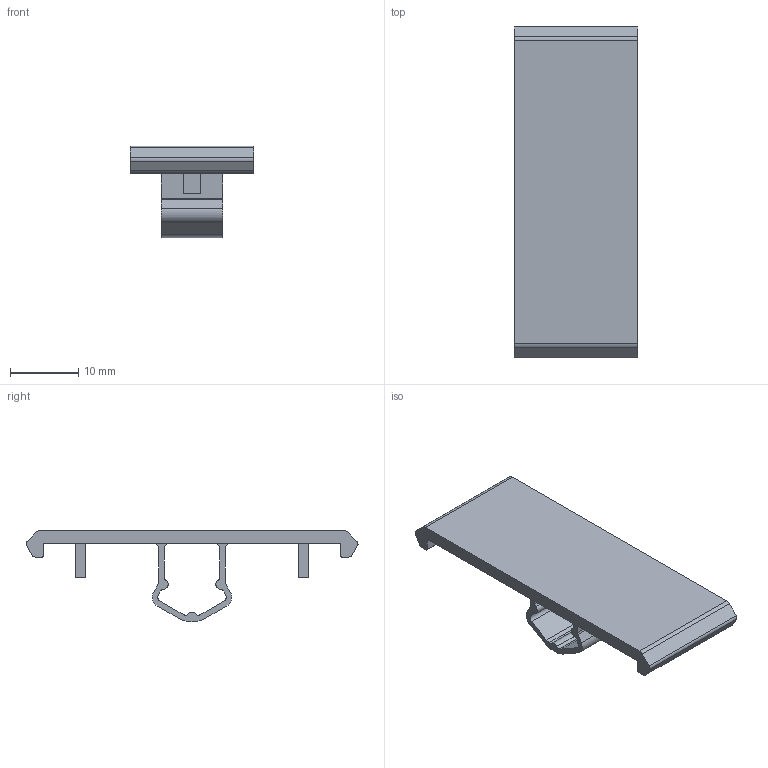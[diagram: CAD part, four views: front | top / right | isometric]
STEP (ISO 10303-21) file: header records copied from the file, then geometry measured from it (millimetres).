
FILE_DESCRIPTION(('CATIA V5R24 STEP','CAx-IF Rec.Pracs.--- Model Styling and Organization---1.2---2011-12-15'),'2;1');
FILE_NAME ('399474_1', '2018-08-13T09:46:08+00:00', ('Weidmueller Interface'), ('Weidmueller'), 'CATIA Version 5-6 Release 2014 SP4 HF52', 'CATIA V5 STEP AP214', 'none');
FILE_SCHEMA(('AUTOMOTIVE_DESIGN { 1 0 10303 214 1 1 1 1 }'));
Length unit declared in the file: millimetre
Products named in the file (1): 9512260000
Bounding box: 18 x 48.5 x 13.38 mm (x, y, z)
Volume: 2061.5 mm3; surface area: 2731.5 mm2
Topology: 1 solids, 1 shells, 68 faces, 192 edges, 128 vertices
Faces by surface type: plane 36, cylinder 32
Entity records: 2157 total; most frequent: CARTESIAN_POINT 384, ORIENTED_EDGE 384, DIRECTION 318, EDGE_CURVE 192, AXIS2_PLACEMENT_3D 128, VECTOR 128, LINE 128, VERTEX_POINT 128
